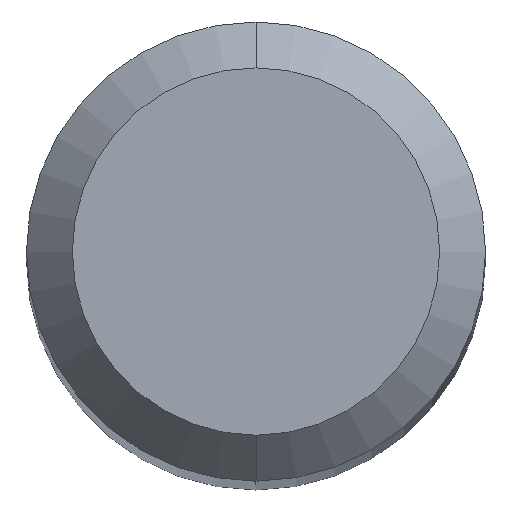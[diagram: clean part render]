
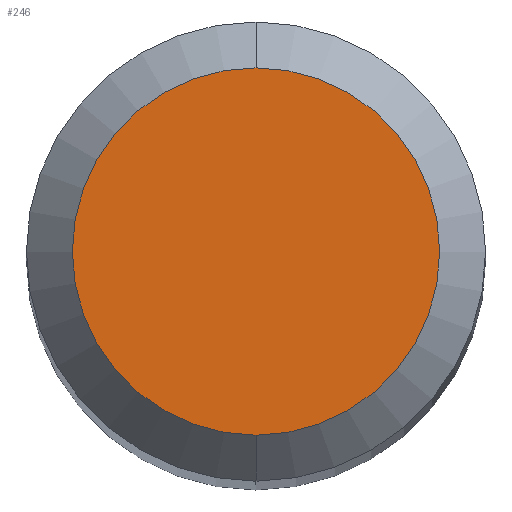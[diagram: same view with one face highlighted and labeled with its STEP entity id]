
A CAD part, top view. The second image highlights one B-rep face of the part: STEP entity #246.
In plain terms, the highlighted planar face has unit normal (0, 0, 1).
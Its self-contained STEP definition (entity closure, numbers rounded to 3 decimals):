
#8 = DIRECTION ( 'NONE',  ( 0., 1., 0. ) ) ;
#33 = FACE_OUTER_BOUND ( 'NONE', #81, .T. ) ;
#71 = VERTEX_POINT ( 'NONE', #361 ) ;
#81 = EDGE_LOOP ( 'NONE', ( #349, #417 ) ) ;
#104 = DIRECTION ( 'NONE',  ( 0., 0., -1. ) ) ;
#140 = PLANE ( 'NONE',  #365 ) ;
#145 = EDGE_CURVE ( 'NONE', #71, #235, #411, .T. ) ;
#156 = CARTESIAN_POINT ( 'NONE',  ( 0., 0., 38. ) ) ;
#181 = AXIS2_PLACEMENT_3D ( 'NONE', #156, #398, #403 ) ;
#182 = CIRCLE ( 'NONE', #399, 1.2 ) ;
#203 = CARTESIAN_POINT ( 'NONE',  ( 0., 0., 38. ) ) ;
#206 = CARTESIAN_POINT ( 'NONE',  ( 0., 0., 38. ) ) ;
#233 = CARTESIAN_POINT ( 'NONE',  ( 0., -1.2, 38. ) ) ;
#235 = VERTEX_POINT ( 'NONE', #233 ) ;
#246 = ADVANCED_FACE ( 'NONE', ( #33 ), #140, .F. ) ;
#334 = DIRECTION ( 'NONE',  ( 0., 1., 0. ) ) ;
#343 = DIRECTION ( 'NONE',  ( 0., 0., -1. ) ) ;
#349 = ORIENTED_EDGE ( 'NONE', *, *, #145, .F. ) ;
#361 = CARTESIAN_POINT ( 'NONE',  ( 0., 1.2, 38. ) ) ;
#365 = AXIS2_PLACEMENT_3D ( 'NONE', #206, #104, #334 ) ;
#398 = DIRECTION ( 'NONE',  ( 0., 0., -1. ) ) ;
#399 = AXIS2_PLACEMENT_3D ( 'NONE', #203, #343, #8 ) ;
#403 = DIRECTION ( 'NONE',  ( 0., 1., 0. ) ) ;
#411 = CIRCLE ( 'NONE', #181, 1.2 ) ;
#417 = ORIENTED_EDGE ( 'NONE', *, *, #436, .F. ) ;
#436 = EDGE_CURVE ( 'NONE', #235, #71, #182, .T. ) ;
